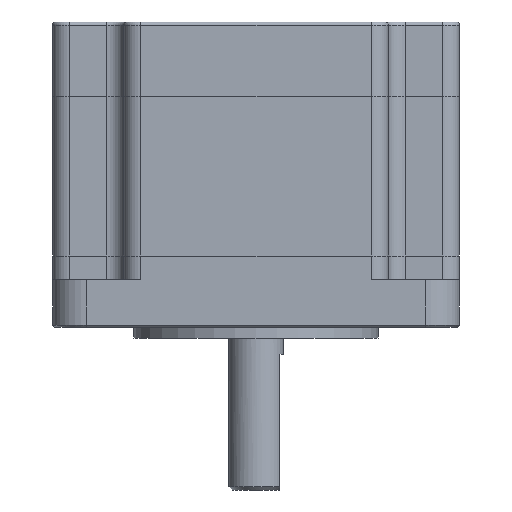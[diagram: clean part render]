
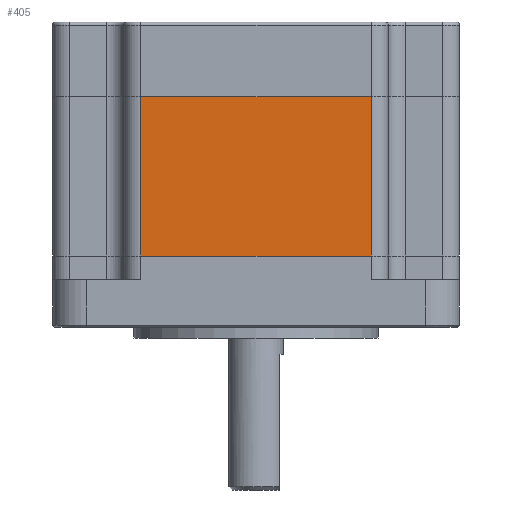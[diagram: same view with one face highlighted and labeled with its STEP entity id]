
A CAD part, left-side view. The second image highlights one B-rep face of the part: STEP entity #405.
In plain terms, the highlighted planar face has unit normal (-1, 0, 0).
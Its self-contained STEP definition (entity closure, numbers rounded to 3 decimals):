
#405 = ADVANCED_FACE( '', ( #862 ), #863, .F. );
#862 = FACE_OUTER_BOUND( '', #1345, .T. );
#863 = PLANE( '', #1346 );
#1345 = EDGE_LOOP( '', ( #2508, #2509, #2510, #2511 ) );
#1346 = AXIS2_PLACEMENT_3D( '', #2512, #2513, #2514 );
#2508 = ORIENTED_EDGE( '', *, *, #3070, .T. );
#2509 = ORIENTED_EDGE( '', *, *, #2979, .F. );
#2510 = ORIENTED_EDGE( '', *, *, #3157, .F. );
#2511 = ORIENTED_EDGE( '', *, *, #2824, .T. );
#2512 = CARTESIAN_POINT( '', ( -29.99, 17., 35.6 ) );
#2513 = DIRECTION( '', ( 1., 0., 0. ) );
#2514 = DIRECTION( '', ( 0., 0., -1. ) );
#2824 = EDGE_CURVE( '', #3380, #3378, #3381, .T. );
#2979 = EDGE_CURVE( '', #3638, #3636, #3640, .T. );
#3070 = EDGE_CURVE( '', #3378, #3636, #3772, .T. );
#3157 = EDGE_CURVE( '', #3380, #3638, #3891, .T. );
#3378 = VERTEX_POINT( '', #4158 );
#3380 = VERTEX_POINT( '', #4160 );
#3381 = LINE( '', #4161, #4162 );
#3636 = VERTEX_POINT( '', #4491 );
#3638 = VERTEX_POINT( '', #4493 );
#3640 = LINE( '', #4495, #4496 );
#3772 = LINE( '', #4669, #4670 );
#3891 = LINE( '', #4816, #4817 );
#4158 = CARTESIAN_POINT( '', ( -29.99, 17., 12.1 ) );
#4160 = CARTESIAN_POINT( '', ( -29.99, 17., 35.6 ) );
#4161 = CARTESIAN_POINT( '', ( -29.99, 17., 35.6 ) );
#4162 = VECTOR( '', #5071, 1000. );
#4491 = CARTESIAN_POINT( '', ( -29.99, -17., 12.1 ) );
#4493 = CARTESIAN_POINT( '', ( -29.99, -17., 35.6 ) );
#4495 = CARTESIAN_POINT( '', ( -29.99, -17., 35.6 ) );
#4496 = VECTOR( '', #5302, 1000. );
#4669 = CARTESIAN_POINT( '', ( -29.99, 17., 12.1 ) );
#4670 = VECTOR( '', #5434, 1000. );
#4816 = CARTESIAN_POINT( '', ( -29.99, 17., 35.6 ) );
#4817 = VECTOR( '', #5570, 1000. );
#5071 = DIRECTION( '', ( 0., 0., -1. ) );
#5302 = DIRECTION( '', ( 0., 0., -1. ) );
#5434 = DIRECTION( '', ( 0., -1., 0. ) );
#5570 = DIRECTION( '', ( 0., -1., 0. ) );
